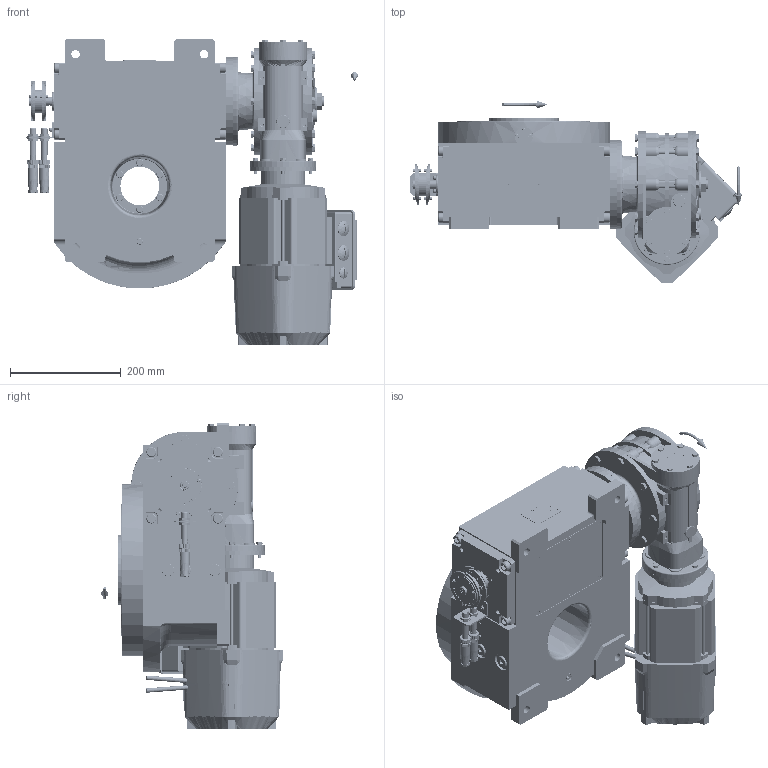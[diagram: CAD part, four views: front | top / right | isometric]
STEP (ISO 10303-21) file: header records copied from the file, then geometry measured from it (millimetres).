
FILE_DESCRIPTION (( 'STEP AP203' ), '1' );
FILE_NAME ('PC5201807.step', '2026-02-04T10:31:49', ( '' ), ( '' ), 'SwSTEP 2.0', 'SolidWorks 2020', '' );
FILE_SCHEMA (( 'CONFIG_CONTROL_DESIGN' ));
Length unit declared in the file: millimetre
Products named in the file (96): cfn2104_01_018; AS_rig09_016; cfn2003_01_054; freccia_angolare; cfn2000_01_099; cfn2151_01_170; cfn2055_01_002; CFN2010_01_020.stp; cfn2115_02_057; CFN2223_02_004.stp; cfn2155_01_095; 900_00_00_005; cfn2401_02_005; cfn2115_02_194; rig09_017; rig09_004; DRN80MK4BE1HRFT; cfn2128_04_002; cfn2000_01_081; rig09_007_master; cfn2151_01_167; cfn2000_01_126; CFN2223_02_003.stp; AS_rig09_071_6_m; cfn2077_01_036; rig09_010_s_001; cfn2107_01_001; rig09_016; CFN2356_03_053.stp; cfn2151_01_115; cfn2155_01_196; cfn2205_01_015; AS_cfn2476_01_002_60x46; CFN2155_01_195.stp; rig09_002_bl_003; RIG09_005_AF0.stp; cfn2128_19_002; rig09_001_a; cfn2070_05_009; AS_900_38_10_028 ...
Assembly tree (88 placements, depth 5):
  cfn2151_01_170
  CFN2010_01_020.stp
  cfn2115_02_057
  CFN2223_02_004.stp
  rig09_007_master
Bounding box: 599.5 x 328.5 x 551.5 mm (x, y, z)
Volume: 15363585.5 mm3; surface area: 1879610.1 mm2
Topology: 76 solids, 78 shells, 6174 faces, 15748 edges, 10024 vertices
Faces by surface type: plane 2911, cylinder 1950, cone 974, torus 228, bspline 101, sphere 10
Entity records: 185200 total; most frequent: CARTESIAN_POINT 53738, ORIENTED_EDGE 25528, DIRECTION 25079, EDGE_CURVE 12764, AXIS2_PLACEMENT_3D 9162, VERTEX_POINT 8198, VECTOR 6755, LINE 6755
